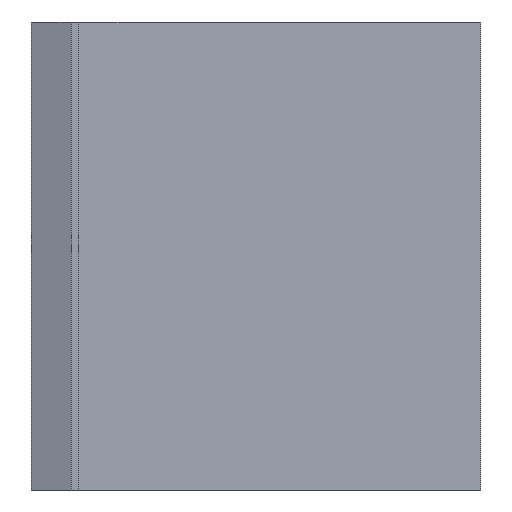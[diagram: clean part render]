
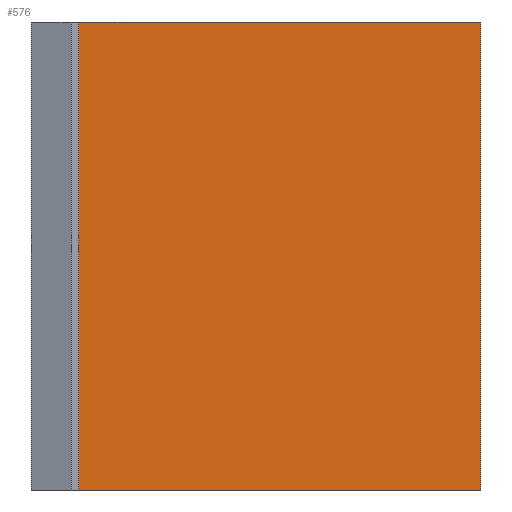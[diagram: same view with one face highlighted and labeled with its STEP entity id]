
A CAD part, left-side view. The second image highlights one B-rep face of the part: STEP entity #576.
In plain terms, the highlighted planar face has unit normal (-1, 0, 0).
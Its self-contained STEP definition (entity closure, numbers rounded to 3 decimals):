
#129=FACE_OUTER_BOUND('',#1188,.T.);
#576=ADVANCED_FACE('',(#129),#891,.F.);
#891=PLANE('',#6153);
#1188=EDGE_LOOP('',(#1865,#1866,#1867,#1868));
#1865=ORIENTED_EDGE('',*,*,#4132,.F.);
#1866=ORIENTED_EDGE('',*,*,#3995,.T.);
#1867=ORIENTED_EDGE('',*,*,#3994,.F.);
#1868=ORIENTED_EDGE('',*,*,#4135,.T.);
#3420=VERTEX_POINT('',#8566);
#3422=VERTEX_POINT('',#8571);
#3423=VERTEX_POINT('',#8575);
#3554=VERTEX_POINT('',#8848);
#3994=EDGE_CURVE('',#3422,#3420,#4817,.T.);
#3995=EDGE_CURVE('',#3423,#3420,#4818,.T.);
#4132=EDGE_CURVE('',#3423,#3554,#4923,.T.);
#4135=EDGE_CURVE('',#3422,#3554,#4926,.T.);
#4817=LINE('',#8572,#5532);
#4818=LINE('',#8574,#5533);
#4923=LINE('',#8847,#5638);
#4926=LINE('',#8853,#5641);
#5532=VECTOR('',#6785,1.);
#5533=VECTOR('',#6788,1.);
#5638=VECTOR('',#6967,1.);
#5641=VECTOR('',#6972,1.);
#6153=AXIS2_PLACEMENT_3D('',#8854,#6973,#6974);
#6785=DIRECTION('',(0.,-1.,0.));
#6788=DIRECTION('',(0.,0.,1.));
#6967=DIRECTION('',(0.,1.,0.));
#6972=DIRECTION('',(0.,0.,-1.));
#6973=DIRECTION('',(1.,0.,0.));
#6974=DIRECTION('',(0.,0.,1.));
#8566=CARTESIAN_POINT('',(0.75,0.,-1.41));
#8571=CARTESIAN_POINT('',(0.75,26.15,-1.41));
#8572=CARTESIAN_POINT('',(0.75,26.15,-1.41));
#8574=CARTESIAN_POINT('',(0.75,0.,-9.42));
#8575=CARTESIAN_POINT('',(0.75,0.,-31.87));
#8847=CARTESIAN_POINT('',(0.75,0.,-31.87));
#8848=CARTESIAN_POINT('',(0.75,26.15,-31.87));
#8853=CARTESIAN_POINT('',(0.75,26.15,-1.41));
#8854=CARTESIAN_POINT('',(0.75,0.,-33.28));
